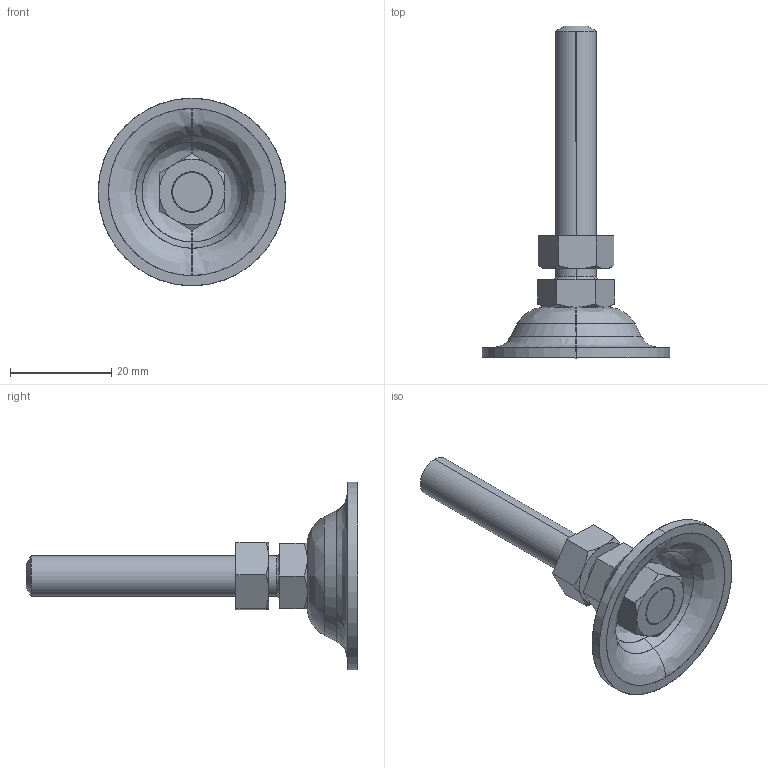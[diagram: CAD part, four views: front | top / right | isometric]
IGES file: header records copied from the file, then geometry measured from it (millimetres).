
Start section: SolidWorks IGES file using analytic representation for surfaces
Global section: file name: KC-275-A-6_.IGS,41; native system: HSolidWorks 2006 by SolidWorks Corporation; preprocessor: SolidWorks 2006 by SolidWorks Corporation; author: 3sw; date: 060608.143700; units: millimetre
Bounding box: 37 x 65.5 x 37 mm (x, y, z)
Surface area: 6085.7 mm2 (no closed solid volume)
Topology: 0 solids, 0 shells, 96 faces, 1438 edges, 1438 vertices
Faces by surface type: revolution 52, bspline 44
